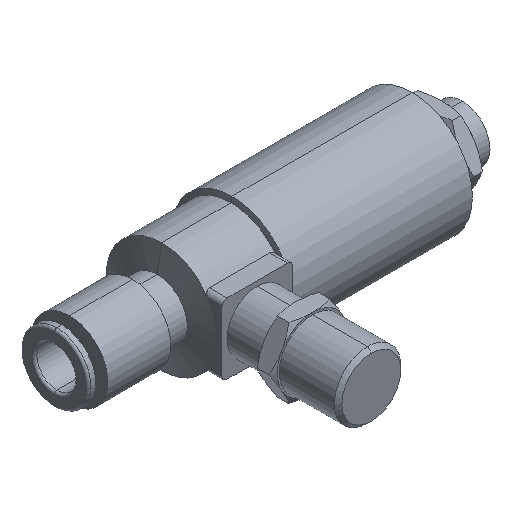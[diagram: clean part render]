
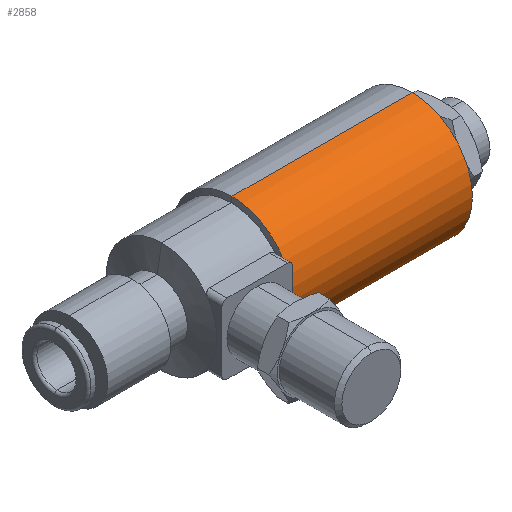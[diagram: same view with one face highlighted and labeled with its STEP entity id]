
A CAD part, isometric view. The second image highlights one B-rep face of the part: STEP entity #2858.
In plain terms, the highlighted cylindrical face has radius 12 mm (diameter 24 mm), a partial arc.
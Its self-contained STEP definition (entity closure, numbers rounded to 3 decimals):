
#16 = VERTEX_POINT ( 'NONE', #595 ) ;
#57 = DIRECTION ( 'NONE',  ( -1., 0., 0. ) ) ;
#123 = CARTESIAN_POINT ( 'NONE',  ( 7., 34.7, 0. ) ) ;
#131 = DIRECTION ( 'NONE',  ( 0., 0., 1. ) ) ;
#138 = DIRECTION ( 'NONE',  ( -1., 0., 0. ) ) ;
#166 = ORIENTED_EDGE ( 'NONE', *, *, #2552, .F. ) ;
#189 = CARTESIAN_POINT ( 'NONE',  ( -6.733, 34.7, 12. ) ) ;
#197 = DIRECTION ( 'NONE',  ( 0., 0., 1. ) ) ;
#242 = VERTEX_POINT ( 'NONE', #2424 ) ;
#308 = DIRECTION ( 'NONE',  ( -1., 0., 0. ) ) ;
#362 = EDGE_CURVE ( 'NONE', #1941, #242, #2466, .T. ) ;
#456 = VERTEX_POINT ( 'NONE', #2835 ) ;
#483 = FACE_OUTER_BOUND ( 'NONE', #2867, .T. ) ;
#530 = ORIENTED_EDGE ( 'NONE', *, *, #1520, .T. ) ;
#553 = AXIS2_PLACEMENT_3D ( 'NONE', #2402, #843, #2643 ) ;
#564 = ORIENTED_EDGE ( 'NONE', *, *, #1760, .F. ) ;
#595 = CARTESIAN_POINT ( 'NONE',  ( 42.8, 34.7, -12. ) ) ;
#618 = AXIS2_PLACEMENT_3D ( 'NONE', #1756, #1758, #2026 ) ;
#708 = CARTESIAN_POINT ( 'NONE',  ( 7., 22.7, 0. ) ) ;
#788 = ORIENTED_EDGE ( 'NONE', *, *, #362, .F. ) ;
#795 = AXIS2_PLACEMENT_3D ( 'NONE', #123, #138, #131 ) ;
#843 = DIRECTION ( 'NONE',  ( -1., 0., 0. ) ) ;
#1017 = LINE ( 'NONE', #2715, #1973 ) ;
#1021 = VECTOR ( 'NONE', #3138, 1000. ) ;
#1083 = LINE ( 'NONE', #189, #1021 ) ;
#1188 = EDGE_CURVE ( 'NONE', #1791, #242, #1083, .T. ) ;
#1469 = ORIENTED_EDGE ( 'NONE', *, *, #1188, .T. ) ;
#1491 = CIRCLE ( 'NONE', #1649, 12. ) ;
#1504 = ORIENTED_EDGE ( 'NONE', *, *, #1522, .F. ) ;
#1520 = EDGE_CURVE ( 'NONE', #16, #1791, #1491, .T. ) ;
#1522 = EDGE_CURVE ( 'NONE', #2269, #1941, #2161, .T. ) ;
#1596 = CARTESIAN_POINT ( 'NONE',  ( 7., 24.308, -6. ) ) ;
#1634 = CARTESIAN_POINT ( 'NONE',  ( 7., 34.7, 0. ) ) ;
#1641 = AXIS2_PLACEMENT_3D ( 'NONE', #1634, #57, #197 ) ;
#1649 = AXIS2_PLACEMENT_3D ( 'NONE', #3214, #308, #2470 ) ;
#1756 = CARTESIAN_POINT ( 'NONE',  ( 7., 34.7, 0. ) ) ;
#1758 = DIRECTION ( 'NONE',  ( -1., 0., 0. ) ) ;
#1760 = EDGE_CURVE ( 'NONE', #16, #456, #1017, .T. ) ;
#1791 = VERTEX_POINT ( 'NONE', #2478 ) ;
#1854 = DIRECTION ( 'NONE',  ( -1., 0., 0. ) ) ;
#1935 = VERTEX_POINT ( 'NONE', #1596 ) ;
#1941 = VERTEX_POINT ( 'NONE', #2431 ) ;
#1973 = VECTOR ( 'NONE', #2628, 1000. ) ;
#2026 = DIRECTION ( 'NONE',  ( 0., 0., 1. ) ) ;
#2103 = ORIENTED_EDGE ( 'NONE', *, *, #2918, .F. ) ;
#2161 = CIRCLE ( 'NONE', #1641, 12. ) ;
#2269 = VERTEX_POINT ( 'NONE', #708 ) ;
#2307 = AXIS2_PLACEMENT_3D ( 'NONE', #2720, #1854, #2531 ) ;
#2402 = CARTESIAN_POINT ( 'NONE',  ( -6.733, 34.7, 0. ) ) ;
#2424 = CARTESIAN_POINT ( 'NONE',  ( 7., 34.7, 12. ) ) ;
#2431 = CARTESIAN_POINT ( 'NONE',  ( 7., 24.308, 6. ) ) ;
#2466 = CIRCLE ( 'NONE', #2307, 12. ) ;
#2470 = DIRECTION ( 'NONE',  ( 0., 0., 1. ) ) ;
#2478 = CARTESIAN_POINT ( 'NONE',  ( 42.8, 34.7, 12. ) ) ;
#2492 = CIRCLE ( 'NONE', #618, 12. ) ;
#2531 = DIRECTION ( 'NONE',  ( 0., 0., 1. ) ) ;
#2552 = EDGE_CURVE ( 'NONE', #1935, #2269, #2596, .T. ) ;
#2596 = CIRCLE ( 'NONE', #795, 12. ) ;
#2628 = DIRECTION ( 'NONE',  ( -1., 0., 0. ) ) ;
#2643 = DIRECTION ( 'NONE',  ( 0., 0., 1. ) ) ;
#2715 = CARTESIAN_POINT ( 'NONE',  ( -6.733, 34.7, -12. ) ) ;
#2720 = CARTESIAN_POINT ( 'NONE',  ( 7., 34.7, 0. ) ) ;
#2808 = CYLINDRICAL_SURFACE ( 'NONE', #553, 12. ) ;
#2835 = CARTESIAN_POINT ( 'NONE',  ( 7., 34.7, -12. ) ) ;
#2858 = ADVANCED_FACE ( 'NONE', ( #483 ), #2808, .T. ) ;
#2867 = EDGE_LOOP ( 'NONE', ( #564, #530, #1469, #788, #1504, #166, #2103 ) ) ;
#2918 = EDGE_CURVE ( 'NONE', #456, #1935, #2492, .T. ) ;
#3138 = DIRECTION ( 'NONE',  ( -1., 0., 0. ) ) ;
#3214 = CARTESIAN_POINT ( 'NONE',  ( 42.8, 34.7, 0. ) ) ;
